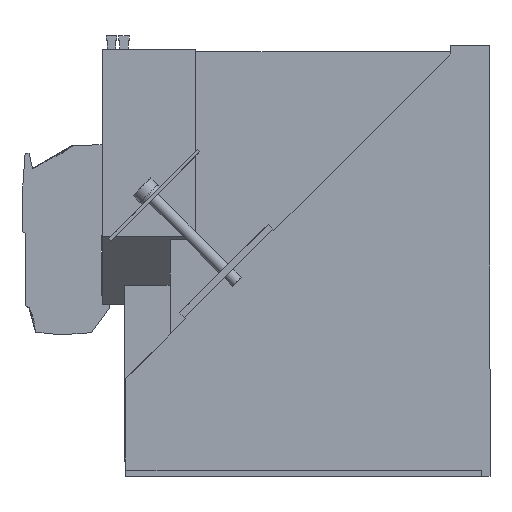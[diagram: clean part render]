
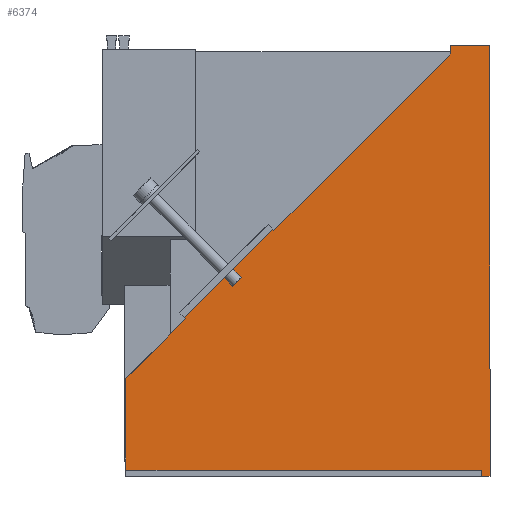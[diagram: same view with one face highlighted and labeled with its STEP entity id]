
A CAD part, left-side view. The second image highlights one B-rep face of the part: STEP entity #6374.
In plain terms, the highlighted planar face has unit normal (-1, 0, 0).
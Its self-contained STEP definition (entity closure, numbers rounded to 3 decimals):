
#99 = VECTOR ( 'NONE', #3849, 1000. ) ;
#150 = CARTESIAN_POINT ( 'NONE',  ( -172.5, 101.56, 15.354 ) ) ;
#152 = CARTESIAN_POINT ( 'NONE',  ( -172.5, 143.279, -27.779 ) ) ;
#217 = VERTEX_POINT ( 'NONE', #150 ) ;
#256 = EDGE_CURVE ( 'NONE', #6918, #6979, #2683, .T. ) ;
#276 = ORIENTED_EDGE ( 'NONE', *, *, #6031, .F. ) ;
#291 = VERTEX_POINT ( 'NONE', #5591 ) ;
#320 = CARTESIAN_POINT ( 'NONE',  ( -172.5, 143.279, -27.779 ) ) ;
#464 = DIRECTION ( 'NONE',  ( 0., 1., 0. ) ) ;
#820 = DIRECTION ( 'NONE',  ( 0., 1., 0. ) ) ;
#852 = DIRECTION ( 'NONE',  ( 0., -0.707, 0.707 ) ) ;
#932 = DIRECTION ( 'NONE',  ( 0., 0., -1. ) ) ;
#1032 = ORIENTED_EDGE ( 'NONE', *, *, #3513, .F. ) ;
#1155 = CARTESIAN_POINT ( 'NONE',  ( -172.5, 16., 103.5 ) ) ;
#1294 = DIRECTION ( 'NONE',  ( 0., 0.707, -0.707 ) ) ;
#1376 = EDGE_CURVE ( 'NONE', #217, #3811, #1896, .T. ) ;
#1495 = CARTESIAN_POINT ( 'NONE',  ( -172.5, 172., -56.5 ) ) ;
#1518 = VECTOR ( 'NONE', #1294, 1000. ) ;
#1564 = LINE ( 'NONE', #2208, #7058 ) ;
#1627 = DIRECTION ( 'NONE',  ( 0., 0., 1. ) ) ;
#1878 = ORIENTED_EDGE ( 'NONE', *, *, #6675, .F. ) ;
#1896 = LINE ( 'NONE', #3117, #1518 ) ;
#2009 = ORIENTED_EDGE ( 'NONE', *, *, #4365, .F. ) ;
#2028 = CARTESIAN_POINT ( 'NONE',  ( -172.5, 16., 99.5 ) ) ;
#2056 = LINE ( 'NONE', #152, #3537 ) ;
#2082 = CARTESIAN_POINT ( 'NONE',  ( -172.5, 16., 103.5 ) ) ;
#2208 = CARTESIAN_POINT ( 'NONE',  ( -172.5, -3., -103.5 ) ) ;
#2218 = LINE ( 'NONE', #7690, #6166 ) ;
#2409 = EDGE_CURVE ( 'NONE', #6773, #6977, #4875, .T. ) ;
#2527 = EDGE_CURVE ( 'NONE', #291, #5057, #4737, .T. ) ;
#2683 = LINE ( 'NONE', #6810, #3151 ) ;
#2768 = VECTOR ( 'NONE', #5849, 1000. ) ;
#2917 = ORIENTED_EDGE ( 'NONE', *, *, #256, .F. ) ;
#2947 = CARTESIAN_POINT ( 'NONE',  ( -172.5, 1., -100.5 ) ) ;
#3117 = CARTESIAN_POINT ( 'NONE',  ( -172.5, 101.56, 15.354 ) ) ;
#3151 = VECTOR ( 'NONE', #852, 1000. ) ;
#3298 = LINE ( 'NONE', #6271, #99 ) ;
#3308 = EDGE_CURVE ( 'NONE', #217, #6918, #2218, .T. ) ;
#3348 = ORIENTED_EDGE ( 'NONE', *, *, #3308, .F. ) ;
#3383 = DIRECTION ( 'NONE',  ( 0., 0., -1. ) ) ;
#3513 = EDGE_CURVE ( 'NONE', #4443, #5057, #6893, .T. ) ;
#3537 = VECTOR ( 'NONE', #5712, 1000. ) ;
#3682 = EDGE_CURVE ( 'NONE', #4962, #4443, #1564, .T. ) ;
#3775 = FACE_OUTER_BOUND ( 'NONE', #6691, .T. ) ;
#3811 = VERTEX_POINT ( 'NONE', #5902 ) ;
#3820 = DIRECTION ( 'NONE',  ( 0., 0., -1. ) ) ;
#3849 = DIRECTION ( 'NONE',  ( 0., 0.707, 0.707 ) ) ;
#3957 = LINE ( 'NONE', #4555, #7726 ) ;
#3966 = ORIENTED_EDGE ( 'NONE', *, *, #7405, .F. ) ;
#4167 = LINE ( 'NONE', #1155, #4290 ) ;
#4183 = ORIENTED_EDGE ( 'NONE', *, *, #2527, .T. ) ;
#4290 = VECTOR ( 'NONE', #1627, 1000. ) ;
#4365 = EDGE_CURVE ( 'NONE', #6548, #3811, #3298, .T. ) ;
#4443 = VERTEX_POINT ( 'NONE', #7385 ) ;
#4537 = VECTOR ( 'NONE', #6704, 1000. ) ;
#4555 = CARTESIAN_POINT ( 'NONE',  ( -172.5, 1., -100.5 ) ) ;
#4737 = LINE ( 'NONE', #2947, #6570 ) ;
#4762 = LINE ( 'NONE', #6480, #2768 ) ;
#4875 = LINE ( 'NONE', #7293, #4537 ) ;
#4930 = DIRECTION ( 'NONE',  ( 1., 0., 0. ) ) ;
#4962 = VERTEX_POINT ( 'NONE', #6499 ) ;
#5030 = CARTESIAN_POINT ( 'NONE',  ( -172.5, 172., -103.5 ) ) ;
#5057 = VERTEX_POINT ( 'NONE', #6019 ) ;
#5270 = VERTEX_POINT ( 'NONE', #2082 ) ;
#5320 = ORIENTED_EDGE ( 'NONE', *, *, #2409, .F. ) ;
#5591 = CARTESIAN_POINT ( 'NONE',  ( -172.5, 1., -100.5 ) ) ;
#5712 = DIRECTION ( 'NONE',  ( 0., -0.707, 0.707 ) ) ;
#5849 = DIRECTION ( 'NONE',  ( 0., -1., 0. ) ) ;
#5902 = CARTESIAN_POINT ( 'NONE',  ( -172.5, 143.986, -27.072 ) ) ;
#6015 = ORIENTED_EDGE ( 'NONE', *, *, #1376, .T. ) ;
#6019 = CARTESIAN_POINT ( 'NONE',  ( -172.5, 1., -103.5 ) ) ;
#6031 = EDGE_CURVE ( 'NONE', #291, #6773, #3957, .T. ) ;
#6166 = VECTOR ( 'NONE', #6386, 1000. ) ;
#6188 = ORIENTED_EDGE ( 'NONE', *, *, #3682, .F. ) ;
#6243 = PLANE ( 'NONE',  #7709 ) ;
#6271 = CARTESIAN_POINT ( 'NONE',  ( -172.5, 146.108, -24.951 ) ) ;
#6374 = ADVANCED_FACE ( 'Defeature ausgef�hrt1_7', ( #3775 ), #6243, .F. ) ;
#6386 = DIRECTION ( 'NONE',  ( 0., -0.707, -0.707 ) ) ;
#6480 = CARTESIAN_POINT ( 'NONE',  ( -172.5, -3., 103.5 ) ) ;
#6499 = CARTESIAN_POINT ( 'NONE',  ( -172.5, -3., 103.5 ) ) ;
#6548 = VERTEX_POINT ( 'NONE', #320 ) ;
#6570 = VECTOR ( 'NONE', #3383, 1000. ) ;
#6635 = EDGE_CURVE ( 'NONE', #5270, #4962, #4762, .T. ) ;
#6675 = EDGE_CURVE ( 'NONE', #6979, #5270, #4167, .T. ) ;
#6691 = EDGE_LOOP ( 'NONE', ( #3348, #6015, #2009, #3966, #5320, #276, #4183, #1032, #6188, #7234, #1878, #2917 ) ) ;
#6704 = DIRECTION ( 'NONE',  ( 0., 0., 1. ) ) ;
#6773 = VERTEX_POINT ( 'NONE', #7264 ) ;
#6810 = CARTESIAN_POINT ( 'NONE',  ( -172.5, 16., 99.5 ) ) ;
#6836 = CARTESIAN_POINT ( 'NONE',  ( -172.5, 0., 0. ) ) ;
#6893 = LINE ( 'NONE', #5030, #7819 ) ;
#6918 = VERTEX_POINT ( 'NONE', #6936 ) ;
#6936 = CARTESIAN_POINT ( 'NONE',  ( -172.5, 100.853, 14.647 ) ) ;
#6977 = VERTEX_POINT ( 'NONE', #1495 ) ;
#6979 = VERTEX_POINT ( 'NONE', #2028 ) ;
#7058 = VECTOR ( 'NONE', #932, 1000. ) ;
#7234 = ORIENTED_EDGE ( 'NONE', *, *, #6635, .F. ) ;
#7264 = CARTESIAN_POINT ( 'NONE',  ( -172.5, 172., -100.5 ) ) ;
#7293 = CARTESIAN_POINT ( 'NONE',  ( -172.5, 172., -103.5 ) ) ;
#7385 = CARTESIAN_POINT ( 'NONE',  ( -172.5, -3., -103.5 ) ) ;
#7405 = EDGE_CURVE ( 'NONE', #6977, #6548, #2056, .T. ) ;
#7690 = CARTESIAN_POINT ( 'NONE',  ( -172.5, 100.853, 14.647 ) ) ;
#7709 = AXIS2_PLACEMENT_3D ( 'NONE', #6836, #4930, #3820 ) ;
#7726 = VECTOR ( 'NONE', #464, 1000. ) ;
#7819 = VECTOR ( 'NONE', #820, 1000. ) ;
